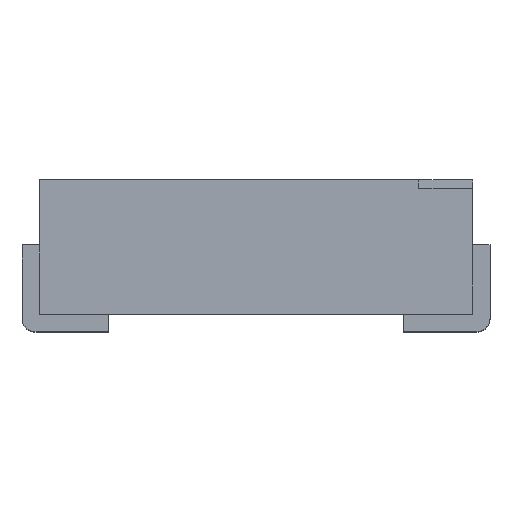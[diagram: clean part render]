
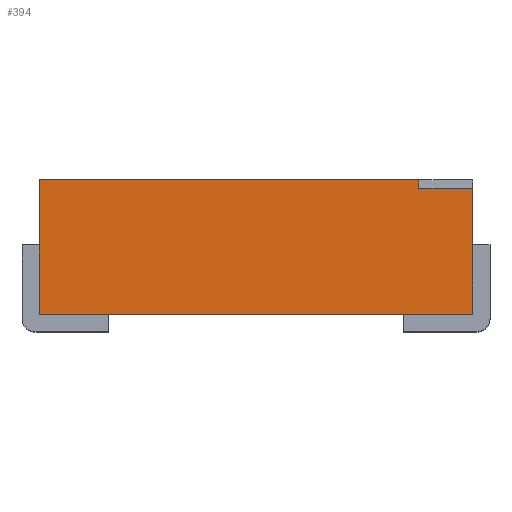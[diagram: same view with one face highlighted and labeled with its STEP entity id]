
A CAD part, top view. The second image highlights one B-rep face of the part: STEP entity #394.
In plain terms, the highlighted planar face has unit normal (0, 0, 1).
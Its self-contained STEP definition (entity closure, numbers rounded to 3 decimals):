
#50 = CARTESIAN_POINT ( 'NONE',  ( -2.5, 1.55, 2.5 ) ) ;
#71 = CARTESIAN_POINT ( 'NONE',  ( -2.5, 0., 2.5 ) ) ;
#86 = EDGE_CURVE ( 'NONE', #640, #1191, #399, .T. ) ;
#94 = ORIENTED_EDGE ( 'NONE', *, *, #722, .F. ) ;
#184 = LINE ( 'NONE', #570, #303 ) ;
#303 = VECTOR ( 'NONE', #451, 1000. ) ;
#339 = EDGE_LOOP ( 'NONE', ( #94, #1604, #1185, #1391, #1444, #877 ) ) ;
#369 = DIRECTION ( 'NONE',  ( 1., 0., 0. ) ) ;
#381 = CARTESIAN_POINT ( 'NONE',  ( -2.5, 1.55, 2.5 ) ) ;
#394 = ADVANCED_FACE ( 'NONE', ( #1672 ), #980, .F. ) ;
#399 = LINE ( 'NONE', #1483, #809 ) ;
#418 = VECTOR ( 'NONE', #805, 1000. ) ;
#423 = LINE ( 'NONE', #1361, #418 ) ;
#451 = DIRECTION ( 'NONE',  ( 0., -1., 0. ) ) ;
#511 = VERTEX_POINT ( 'NONE', #71 ) ;
#570 = CARTESIAN_POINT ( 'NONE',  ( 2.5, 1.55, 2.5 ) ) ;
#612 = EDGE_CURVE ( 'NONE', #511, #912, #646, .T. ) ;
#640 = VERTEX_POINT ( 'NONE', #734 ) ;
#646 = LINE ( 'NONE', #781, #1195 ) ;
#692 = VECTOR ( 'NONE', #1484, 1000. ) ;
#722 = EDGE_CURVE ( 'NONE', #640, #1742, #803, .T. ) ;
#734 = CARTESIAN_POINT ( 'NONE',  ( 1.878, 1.45, 2.5 ) ) ;
#781 = CARTESIAN_POINT ( 'NONE',  ( -2.5, 0., 2.5 ) ) ;
#803 = LINE ( 'NONE', #933, #692 ) ;
#805 = DIRECTION ( 'NONE',  ( 0., -1., 0. ) ) ;
#809 = VECTOR ( 'NONE', #1621, 1000. ) ;
#828 = EDGE_CURVE ( 'NONE', #904, #1191, #874, .T. ) ;
#874 = LINE ( 'NONE', #50, #1105 ) ;
#877 = ORIENTED_EDGE ( 'NONE', *, *, #1776, .F. ) ;
#898 = AXIS2_PLACEMENT_3D ( 'NONE', #1693, #991, #1275 ) ;
#904 = VERTEX_POINT ( 'NONE', #381 ) ;
#912 = VERTEX_POINT ( 'NONE', #1373 ) ;
#933 = CARTESIAN_POINT ( 'NONE',  ( 1.878, 1.45, 2.5 ) ) ;
#975 = CARTESIAN_POINT ( 'NONE',  ( 1.878, 1.55, 2.5 ) ) ;
#980 = PLANE ( 'NONE',  #898 ) ;
#991 = DIRECTION ( 'NONE',  ( 0., 0., -1. ) ) ;
#1105 = VECTOR ( 'NONE', #1436, 1000. ) ;
#1185 = ORIENTED_EDGE ( 'NONE', *, *, #828, .F. ) ;
#1191 = VERTEX_POINT ( 'NONE', #975 ) ;
#1195 = VECTOR ( 'NONE', #369, 1000. ) ;
#1275 = DIRECTION ( 'NONE',  ( -1., 0., 0. ) ) ;
#1361 = CARTESIAN_POINT ( 'NONE',  ( -2.5, 1.55, 2.5 ) ) ;
#1373 = CARTESIAN_POINT ( 'NONE',  ( 2.5, 0., 2.5 ) ) ;
#1391 = ORIENTED_EDGE ( 'NONE', *, *, #1701, .T. ) ;
#1436 = DIRECTION ( 'NONE',  ( 1., 0., 0. ) ) ;
#1444 = ORIENTED_EDGE ( 'NONE', *, *, #612, .T. ) ;
#1483 = CARTESIAN_POINT ( 'NONE',  ( 1.878, 1.45, 2.5 ) ) ;
#1484 = DIRECTION ( 'NONE',  ( 1., 0., 0. ) ) ;
#1528 = CARTESIAN_POINT ( 'NONE',  ( 2.5, 1.45, 2.5 ) ) ;
#1604 = ORIENTED_EDGE ( 'NONE', *, *, #86, .T. ) ;
#1621 = DIRECTION ( 'NONE',  ( 0., 1., 0. ) ) ;
#1672 = FACE_OUTER_BOUND ( 'NONE', #339, .T. ) ;
#1693 = CARTESIAN_POINT ( 'NONE',  ( -2.5, 1.55, 2.5 ) ) ;
#1701 = EDGE_CURVE ( 'NONE', #904, #511, #423, .T. ) ;
#1742 = VERTEX_POINT ( 'NONE', #1528 ) ;
#1776 = EDGE_CURVE ( 'NONE', #1742, #912, #184, .T. ) ;
